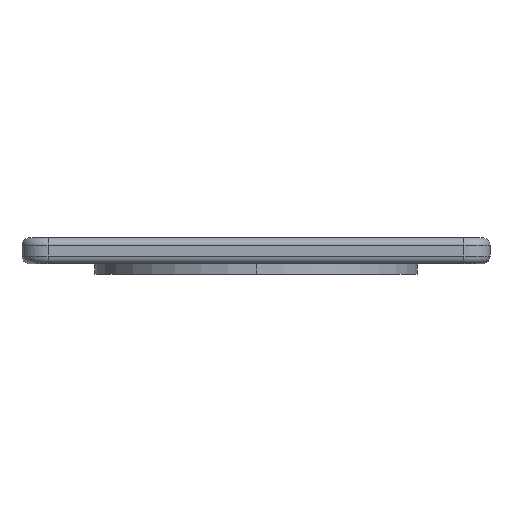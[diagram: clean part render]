
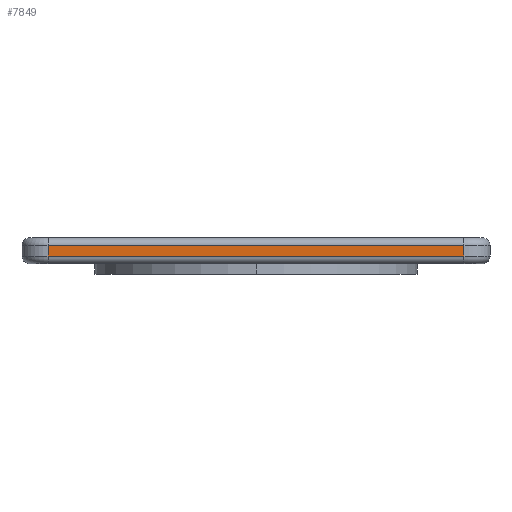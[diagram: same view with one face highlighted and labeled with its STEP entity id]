
A CAD part, left-side view. The second image highlights one B-rep face of the part: STEP entity #7849.
In plain terms, the highlighted planar face has unit normal (-1, 0, 0).
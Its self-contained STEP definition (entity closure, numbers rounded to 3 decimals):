
#268 = CARTESIAN_POINT ( 'NONE',  ( -45., -45., 5. ) ) ;
#615 = AXIS2_PLACEMENT_3D ( 'NONE', #268, #7339, #6349 ) ;
#638 = EDGE_CURVE ( 'NONE', #11848, #1009, #8391, .T. ) ;
#1009 = VERTEX_POINT ( 'NONE', #1303 ) ;
#1303 = CARTESIAN_POINT ( 'NONE',  ( -45., -40., 3.5 ) ) ;
#1441 = CARTESIAN_POINT ( 'NONE',  ( -45., -45., 1.5 ) ) ;
#1458 = CARTESIAN_POINT ( 'NONE',  ( -45., -40., 5. ) ) ;
#2511 = VECTOR ( 'NONE', #5469, 1000. ) ;
#3041 = CARTESIAN_POINT ( 'NONE',  ( -45., 40., 3.5 ) ) ;
#3499 = VECTOR ( 'NONE', #10241, 1000. ) ;
#3741 = DIRECTION ( 'NONE',  ( 0., -1., 0. ) ) ;
#3754 = EDGE_CURVE ( 'NONE', #8803, #11848, #6452, .T. ) ;
#5096 = CARTESIAN_POINT ( 'NONE',  ( -45., 40., 5. ) ) ;
#5286 = PLANE ( 'NONE',  #615 ) ;
#5469 = DIRECTION ( 'NONE',  ( 0., 1., 0. ) ) ;
#6099 = LINE ( 'NONE', #5096, #8182 ) ;
#6349 = DIRECTION ( 'NONE',  ( 0., 1., 0. ) ) ;
#6446 = ORIENTED_EDGE ( 'NONE', *, *, #7041, .T. ) ;
#6452 = LINE ( 'NONE', #1441, #11548 ) ;
#6741 = EDGE_CURVE ( 'NONE', #10409, #8803, #6099, .T. ) ;
#7041 = EDGE_CURVE ( 'NONE', #1009, #10409, #11214, .T. ) ;
#7339 = DIRECTION ( 'NONE',  ( 1., 0., 0. ) ) ;
#7849 = ADVANCED_FACE ( 'NONE', ( #10319 ), #5286, .F. ) ;
#8182 = VECTOR ( 'NONE', #9127, 1000. ) ;
#8391 = LINE ( 'NONE', #1458, #3499 ) ;
#8803 = VERTEX_POINT ( 'NONE', #12800 ) ;
#8855 = ORIENTED_EDGE ( 'NONE', *, *, #638, .T. ) ;
#9127 = DIRECTION ( 'NONE',  ( 0., 0., -1. ) ) ;
#10241 = DIRECTION ( 'NONE',  ( 0., 0., 1. ) ) ;
#10319 = FACE_OUTER_BOUND ( 'NONE', #12573, .T. ) ;
#10369 = CARTESIAN_POINT ( 'NONE',  ( -45., 45., 3.5 ) ) ;
#10409 = VERTEX_POINT ( 'NONE', #3041 ) ;
#10539 = ORIENTED_EDGE ( 'NONE', *, *, #6741, .T. ) ;
#11070 = ORIENTED_EDGE ( 'NONE', *, *, #3754, .T. ) ;
#11214 = LINE ( 'NONE', #10369, #2511 ) ;
#11548 = VECTOR ( 'NONE', #3741, 1000. ) ;
#11848 = VERTEX_POINT ( 'NONE', #12900 ) ;
#12573 = EDGE_LOOP ( 'NONE', ( #6446, #10539, #11070, #8855 ) ) ;
#12800 = CARTESIAN_POINT ( 'NONE',  ( -45., 40., 1.5 ) ) ;
#12900 = CARTESIAN_POINT ( 'NONE',  ( -45., -40., 1.5 ) ) ;
